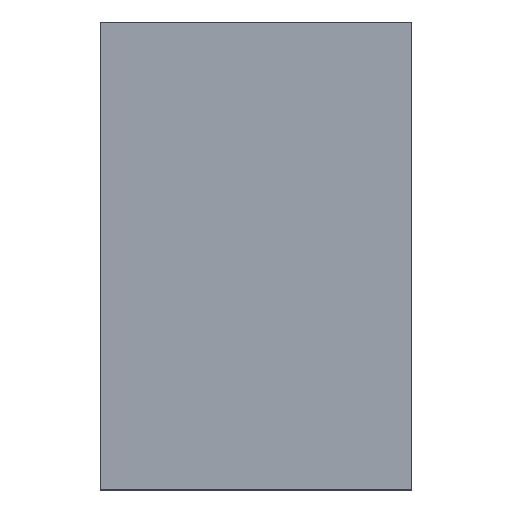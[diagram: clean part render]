
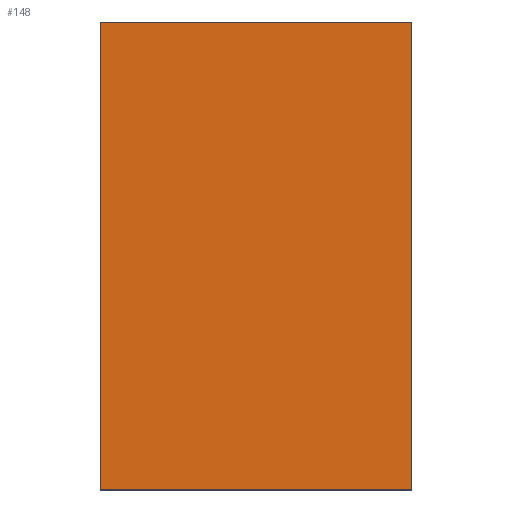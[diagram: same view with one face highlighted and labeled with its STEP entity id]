
A CAD part, top view. The second image highlights one B-rep face of the part: STEP entity #148.
In plain terms, the highlighted planar face has unit normal (0, 0, 1).
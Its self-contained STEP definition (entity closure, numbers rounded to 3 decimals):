
#5 = CARTESIAN_POINT ( 'NONE',  ( 25., -37.5, 1. ) ) ;
#15 = DIRECTION ( 'NONE',  ( 1., 0., 0. ) ) ;
#39 = ORIENTED_EDGE ( 'NONE', *, *, #233, .T. ) ;
#57 = DIRECTION ( 'NONE',  ( 0., -1., 0. ) ) ;
#61 = CARTESIAN_POINT ( 'NONE',  ( -25., -37.5, 1. ) ) ;
#73 = PLANE ( 'NONE',  #156 ) ;
#74 = DIRECTION ( 'NONE',  ( 0., 1., 0. ) ) ;
#78 = CARTESIAN_POINT ( 'NONE',  ( -25., 37.5, 1. ) ) ;
#93 = DIRECTION ( 'NONE',  ( 0., 0., 1. ) ) ;
#99 = EDGE_CURVE ( 'NONE', #204, #193, #126, .T. ) ;
#101 = VERTEX_POINT ( 'NONE', #111 ) ;
#111 = CARTESIAN_POINT ( 'NONE',  ( 25., 37.5, 1. ) ) ;
#112 = VECTOR ( 'NONE', #57, 1000. ) ;
#118 = CARTESIAN_POINT ( 'NONE',  ( 25., 37.5, 1. ) ) ;
#121 = LINE ( 'NONE', #78, #112 ) ;
#122 = VECTOR ( 'NONE', #74, 1000. ) ;
#124 = EDGE_CURVE ( 'NONE', #101, #201, #134, .T. ) ;
#125 = LINE ( 'NONE', #118, #122 ) ;
#126 = LINE ( 'NONE', #182, #152 ) ;
#128 = CARTESIAN_POINT ( 'NONE',  ( -25., 37.5, 1. ) ) ;
#134 = LINE ( 'NONE', #128, #230 ) ;
#138 = CARTESIAN_POINT ( 'NONE',  ( 0., 0., 1. ) ) ;
#143 = CARTESIAN_POINT ( 'NONE',  ( -25., 37.5, 1. ) ) ;
#146 = FACE_OUTER_BOUND ( 'NONE', #224, .T. ) ;
#148 = ADVANCED_FACE ( 'NONE', ( #146 ), #73, .T. ) ;
#152 = VECTOR ( 'NONE', #15, 1000. ) ;
#156 = AXIS2_PLACEMENT_3D ( 'NONE', #138, #93, #210 ) ;
#182 = CARTESIAN_POINT ( 'NONE',  ( -25., -37.5, 1. ) ) ;
#185 = DIRECTION ( 'NONE',  ( -1., 0., 0. ) ) ;
#193 = VERTEX_POINT ( 'NONE', #5 ) ;
#197 = ORIENTED_EDGE ( 'NONE', *, *, #202, .T. ) ;
#200 = ORIENTED_EDGE ( 'NONE', *, *, #99, .T. ) ;
#201 = VERTEX_POINT ( 'NONE', #143 ) ;
#202 = EDGE_CURVE ( 'NONE', #193, #101, #125, .T. ) ;
#204 = VERTEX_POINT ( 'NONE', #61 ) ;
#210 = DIRECTION ( 'NONE',  ( 1., 0., 0. ) ) ;
#217 = ORIENTED_EDGE ( 'NONE', *, *, #124, .T. ) ;
#224 = EDGE_LOOP ( 'NONE', ( #39, #200, #197, #217 ) ) ;
#230 = VECTOR ( 'NONE', #185, 1000. ) ;
#233 = EDGE_CURVE ( 'NONE', #201, #204, #121, .T. ) ;
